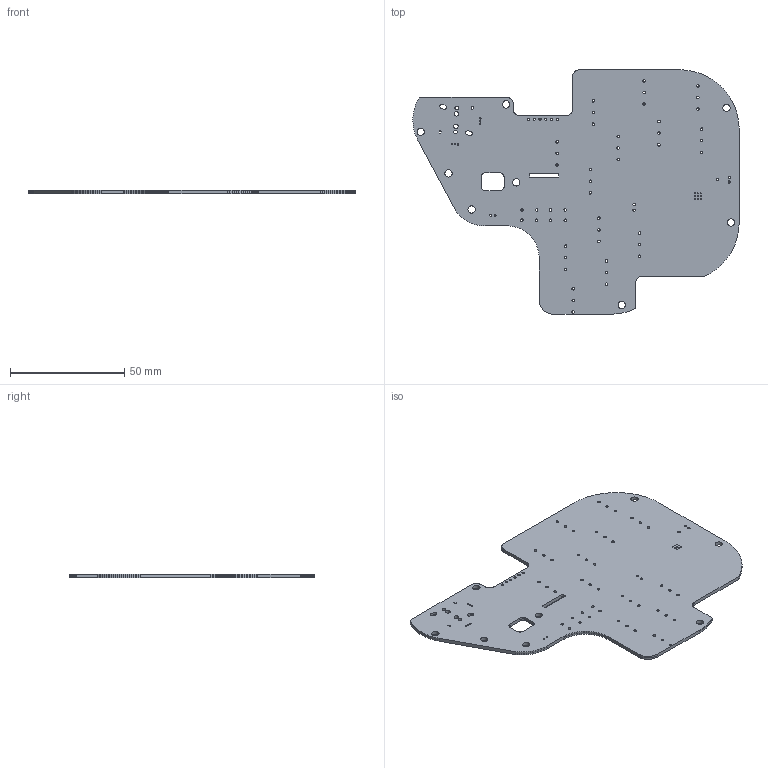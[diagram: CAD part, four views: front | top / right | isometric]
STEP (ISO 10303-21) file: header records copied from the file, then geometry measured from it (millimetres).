
FILE_DESCRIPTION(('KiCad electronic assembly'),'2;1');
FILE_NAME('Rana Tadpole PCB.step','2023-12-01T13:53:23',('Pcbnew'),( 'Kicad'),'Open CASCADE STEP processor 7.7','KiCad to STEP converter' ,'Unknown');
FILE_SCHEMA(('AUTOMOTIVE_DESIGN { 1 0 10303 214 1 1 1 1 }'));
Length unit declared in the file: millimetre
Products named in the file (2): Rana Tadpole PCB 1; _autosave-motherboard v3 PCB
Assembly tree (1 placements, depth 2):
  Rana Tadpole PCB 1
    _autosave-motherboard v3 PCB
Bounding box: 142.94 x 107.02 x 1.58 mm (x, y, z)
Volume: 16442.3 mm3; surface area: 22186.4 mm2
Topology: 1 solids, 1 shells, 522 faces, 1560 edges, 1040 vertices
Faces by surface type: plane 435, cylinder 87
Full cylindrical faces by diameter (mm): 0.35 x9, 0.6 x6, 0.75 x2, 0.991 x3, 1 x8, 1.1 x47, 1.6 x2, 2 x2, 3.2 x8
Entity records: 38365 total; most frequent: CARTESIAN_POINT 7504, DIRECTION 5512, LINE 4116, VECTOR 4116, ORIENTED_EDGE 3120, PCURVE 3120, DEFINITIONAL_REPRESENTATION 3120, EDGE_CURVE 1560
